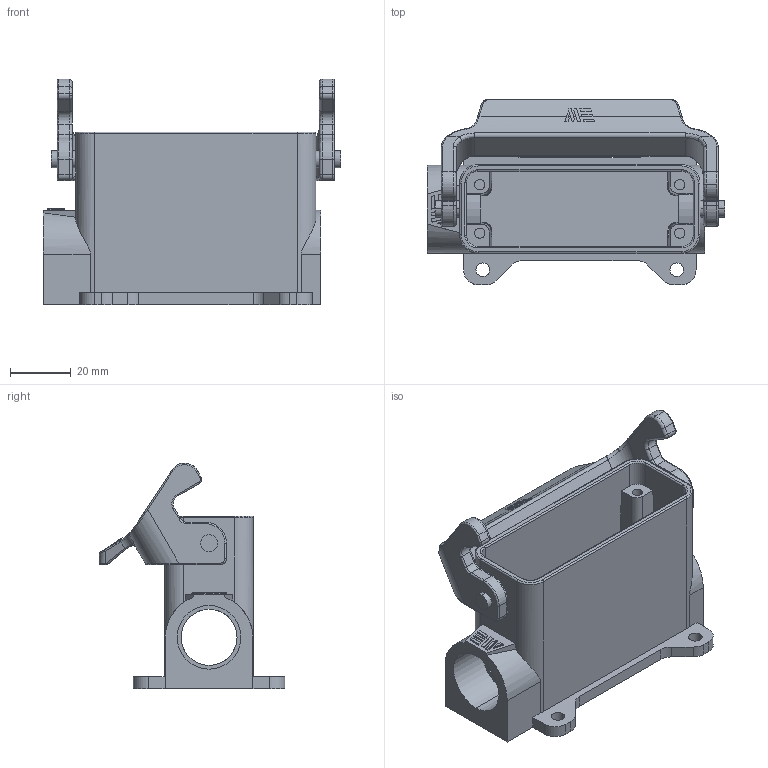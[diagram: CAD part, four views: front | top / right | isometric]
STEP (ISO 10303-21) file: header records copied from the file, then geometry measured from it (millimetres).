
FILE_DESCRIPTION (( 'STEP AP203' ), '1' );
FILE_NAME ('2936223005.step', '2025-02-12T17:56:43', ( '' ), ( '' ), 'SwSTEP 2.0', 'SolidWorks 2024', '' );
FILE_SCHEMA (( 'CONFIG_CONTROL_DESIGN' ));
Length unit declared in the file: inch
Products named in the file (1): 2936223005
Bounding box: 98 x 61.25 x 74.45 mm (x, y, z)
Volume: 62004.5 mm3; surface area: 38200.5 mm2
Topology: 1 solids, 1 shells, 381 faces, 950 edges, 586 vertices
Faces by surface type: cylinder 169, plane 148, bspline 59, torus 5
Entity records: 13345 total; most frequent: CARTESIAN_POINT 4659, ORIENTED_EDGE 1896, DIRECTION 1686, EDGE_CURVE 948, VERTEX_POINT 586, AXIS2_PLACEMENT_3D 583, LINE 520, VECTOR 520
